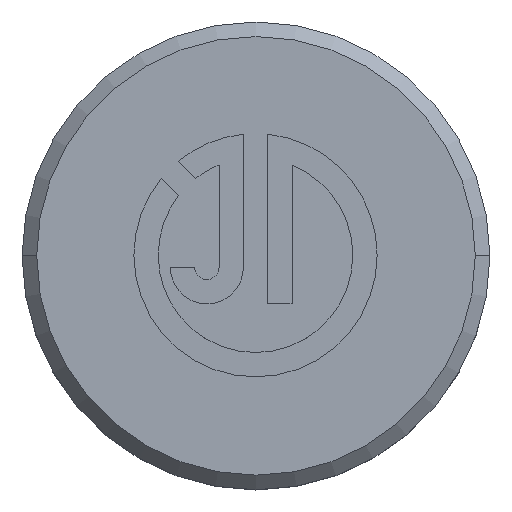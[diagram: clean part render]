
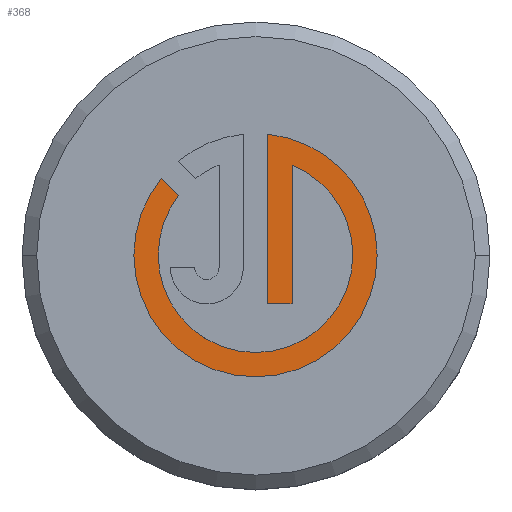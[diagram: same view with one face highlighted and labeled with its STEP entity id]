
A CAD part, top view. The second image highlights one B-rep face of the part: STEP entity #368.
In plain terms, the highlighted planar face has unit normal (0, 0, 1).
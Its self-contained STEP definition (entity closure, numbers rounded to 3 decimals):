
#17 = ORIENTED_EDGE ( 'NONE', *, *, #1232, .T. ) ;
#36 = ORIENTED_EDGE ( 'NONE', *, *, #693, .T. ) ;
#54 = EDGE_CURVE ( 'NONE', #1856, #960, #1227, .T. ) ;
#89 = DIRECTION ( 'NONE',  ( 0., 0., -1. ) ) ;
#92 = ORIENTED_EDGE ( 'NONE', *, *, #1396, .T. ) ;
#126 = EDGE_CURVE ( 'NONE', #1251, #1040, #1043, .T. ) ;
#129 = DIRECTION ( 'NONE',  ( 0., 0., 1. ) ) ;
#194 = DIRECTION ( 'NONE',  ( 0., -1., 0. ) ) ;
#217 = ORIENTED_EDGE ( 'NONE', *, *, #1834, .T. ) ;
#220 = CARTESIAN_POINT ( 'NONE',  ( -4.176, 0.022, 49.9 ) ) ;
#258 = CARTESIAN_POINT ( 'NONE',  ( -3.237, 2.655, 49.9 ) ) ;
#274 = CARTESIAN_POINT ( 'NONE',  ( 0., -1.642, 49.9 ) ) ;
#281 = VECTOR ( 'NONE', #1167, 1000. ) ;
#368 = ADVANCED_FACE ( 'NONE', ( #1810 ), #1403, .T. ) ;
#393 = CARTESIAN_POINT ( 'NONE',  ( 1.232, 3.107, 49.9 ) ) ;
#395 = DIRECTION ( 'NONE',  ( -1., 0., 0. ) ) ;
#415 = EDGE_CURVE ( 'NONE', #861, #627, #1719, .T. ) ;
#417 = VERTEX_POINT ( 'NONE', #1607 ) ;
#540 = CARTESIAN_POINT ( 'NONE',  ( -0.016, 0.022, 49.9 ) ) ;
#588 = AXIS2_PLACEMENT_3D ( 'NONE', #1553, #637, #1690 ) ;
#606 = CARTESIAN_POINT ( 'NONE',  ( -2.645, 2.063, 49.9 ) ) ;
#615 = CARTESIAN_POINT ( 'NONE',  ( 1.232, 0., 49.9 ) ) ;
#621 = VECTOR ( 'NONE', #1502, 1000. ) ;
#627 = VERTEX_POINT ( 'NONE', #1318 ) ;
#637 = DIRECTION ( 'NONE',  ( 0., 0., -1. ) ) ;
#650 = CARTESIAN_POINT ( 'NONE',  ( 0.4, -1.642, 49.9 ) ) ;
#656 = VERTEX_POINT ( 'NONE', #650 ) ;
#666 = AXIS2_PLACEMENT_3D ( 'NONE', #1522, #1517, #1503 ) ;
#677 = ORIENTED_EDGE ( 'NONE', *, *, #1440, .T. ) ;
#693 = EDGE_CURVE ( 'NONE', #417, #656, #1695, .T. ) ;
#730 = CARTESIAN_POINT ( 'NONE',  ( -3.344, 0.022, 49.9 ) ) ;
#768 = CIRCLE ( 'NONE', #1056, 3.328 ) ;
#795 = EDGE_CURVE ( 'NONE', #960, #817, #1850, .T. ) ;
#817 = VERTEX_POINT ( 'NONE', #1006 ) ;
#842 = CARTESIAN_POINT ( 'NONE',  ( -0.016, 0.022, 49.9 ) ) ;
#858 = CARTESIAN_POINT ( 'NONE',  ( 3.312, 0.022, 49.9 ) ) ;
#860 = CARTESIAN_POINT ( 'NONE',  ( -0.016, 0.022, 49.9 ) ) ;
#861 = VERTEX_POINT ( 'NONE', #730 ) ;
#905 = AXIS2_PLACEMENT_3D ( 'NONE', #1255, #1098, #952 ) ;
#952 = DIRECTION ( 'NONE',  ( 1., 0., 0. ) ) ;
#960 = VERTEX_POINT ( 'NONE', #220 ) ;
#996 = DIRECTION ( 'NONE',  ( 1., 0., 0. ) ) ;
#1006 = CARTESIAN_POINT ( 'NONE',  ( 4.144, 0.022, 49.9 ) ) ;
#1016 = DIRECTION ( 'NONE',  ( -1., 0., 0. ) ) ;
#1024 = ORIENTED_EDGE ( 'NONE', *, *, #795, .T. ) ;
#1040 = VERTEX_POINT ( 'NONE', #393 ) ;
#1043 = LINE ( 'NONE', #615, #281 ) ;
#1052 = CARTESIAN_POINT ( 'NONE',  ( -0.016, 0.022, 49.9 ) ) ;
#1056 = AXIS2_PLACEMENT_3D ( 'NONE', #860, #1916, #1016 ) ;
#1073 = VERTEX_POINT ( 'NONE', #858 ) ;
#1078 = ORIENTED_EDGE ( 'NONE', *, *, #1567, .T. ) ;
#1098 = DIRECTION ( 'NONE',  ( 0., 0., 1. ) ) ;
#1115 = CARTESIAN_POINT ( 'NONE',  ( 0.4, 0., 49.9 ) ) ;
#1124 = ORIENTED_EDGE ( 'NONE', *, *, #126, .T. ) ;
#1139 = AXIS2_PLACEMENT_3D ( 'NONE', #842, #1898, #996 ) ;
#1143 = CARTESIAN_POINT ( 'NONE',  ( 1.232, -1.642, 49.9 ) ) ;
#1167 = DIRECTION ( 'NONE',  ( 0., 1., 0. ) ) ;
#1209 = DIRECTION ( 'NONE',  ( 1., 0., 0. ) ) ;
#1222 = AXIS2_PLACEMENT_3D ( 'NONE', #540, #89, #395 ) ;
#1227 = CIRCLE ( 'NONE', #666, 4.16 ) ;
#1232 = EDGE_CURVE ( 'NONE', #627, #1856, #1365, .T. ) ;
#1251 = VERTEX_POINT ( 'NONE', #1143 ) ;
#1255 = CARTESIAN_POINT ( 'NONE',  ( 0., 0., 49.9 ) ) ;
#1300 = VECTOR ( 'NONE', #194, 1000. ) ;
#1312 = VECTOR ( 'NONE', #1661, 1000. ) ;
#1318 = CARTESIAN_POINT ( 'NONE',  ( -2.645, 2.063, 49.9 ) ) ;
#1340 = AXIS2_PLACEMENT_3D ( 'NONE', #1052, #129, #1209 ) ;
#1365 = LINE ( 'NONE', #606, #1312 ) ;
#1396 = EDGE_CURVE ( 'NONE', #656, #1251, #1435, .T. ) ;
#1401 = ORIENTED_EDGE ( 'NONE', *, *, #54, .T. ) ;
#1403 = PLANE ( 'NONE',  #905 ) ;
#1435 = LINE ( 'NONE', #274, #621 ) ;
#1440 = EDGE_CURVE ( 'NONE', #817, #417, #1727, .T. ) ;
#1502 = DIRECTION ( 'NONE',  ( 1., 0., 0. ) ) ;
#1503 = DIRECTION ( 'NONE',  ( 1., 0., 0. ) ) ;
#1517 = DIRECTION ( 'NONE',  ( 0., 0., 1. ) ) ;
#1522 = CARTESIAN_POINT ( 'NONE',  ( -0.016, 0.022, 49.9 ) ) ;
#1552 = CIRCLE ( 'NONE', #588, 3.328 ) ;
#1553 = CARTESIAN_POINT ( 'NONE',  ( -0.016, 0.022, 49.9 ) ) ;
#1567 = EDGE_CURVE ( 'NONE', #1073, #861, #1552, .T. ) ;
#1607 = CARTESIAN_POINT ( 'NONE',  ( 0.4, 4.161, 49.9 ) ) ;
#1636 = ORIENTED_EDGE ( 'NONE', *, *, #415, .T. ) ;
#1661 = DIRECTION ( 'NONE',  ( -0.707, 0.707, 0. ) ) ;
#1690 = DIRECTION ( 'NONE',  ( -1., 0., 0. ) ) ;
#1695 = LINE ( 'NONE', #1115, #1300 ) ;
#1701 = EDGE_LOOP ( 'NONE', ( #217, #1078, #1636, #17, #1401, #1024, #677, #36, #92, #1124 ) ) ;
#1719 = CIRCLE ( 'NONE', #1222, 3.328 ) ;
#1727 = CIRCLE ( 'NONE', #1340, 4.16 ) ;
#1810 = FACE_OUTER_BOUND ( 'NONE', #1701, .T. ) ;
#1834 = EDGE_CURVE ( 'NONE', #1040, #1073, #768, .T. ) ;
#1850 = CIRCLE ( 'NONE', #1139, 4.16 ) ;
#1856 = VERTEX_POINT ( 'NONE', #258 ) ;
#1898 = DIRECTION ( 'NONE',  ( 0., 0., 1. ) ) ;
#1916 = DIRECTION ( 'NONE',  ( 0., 0., -1. ) ) ;
